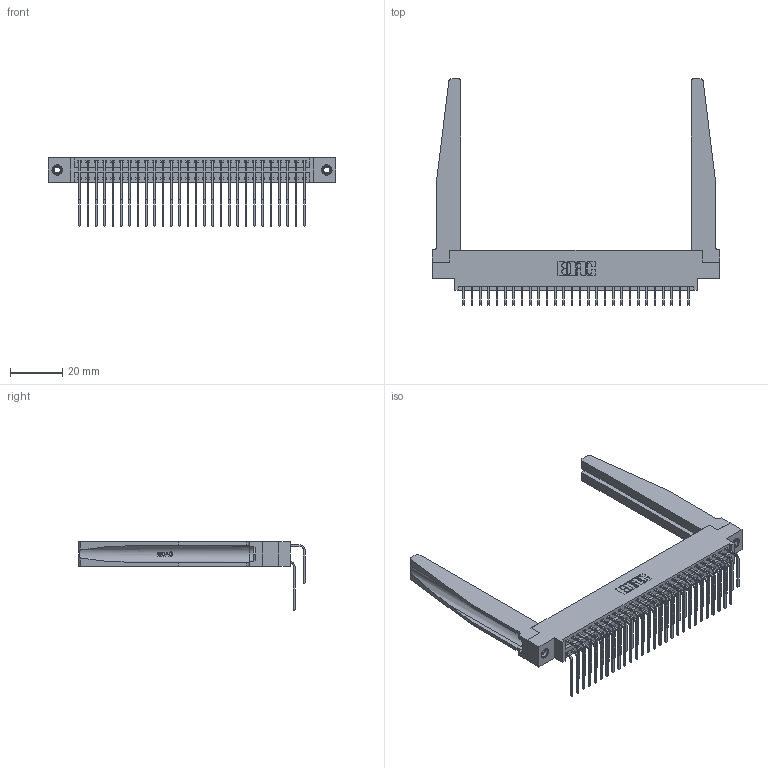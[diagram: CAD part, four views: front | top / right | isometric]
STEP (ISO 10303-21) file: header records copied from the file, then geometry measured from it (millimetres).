
FILE_DESCRIPTION (( 'STEP AP203' ), '1' );
FILE_NAME ('346-056-559-878.STEP', '2022-05-21T07:03:13', ( '' ), ( '' ), 'SwSTEP 2.0', 'SolidWorks 2020', '' );
FILE_SCHEMA (( 'CONFIG_CONTROL_DESIGN' ));
Length unit declared in the file: inch
Products named in the file (6): 346-220-078_345-220-078; 345-292-001_559 Tail - 2; 346-056-559-878; 346 Part_0.170 Offset - 0.156 Dia-TH; 345-250-001_345-250-001-102; 345-292-001_558 559 Tail - 1
Assembly tree (61 placements, depth 2):
  346-056-559-878
    346 Part_0.170 Offset - 0.156 Dia-TH
    345-292-001_558 559 Tail - 1  x28
    345-292-001_559 Tail - 2  x28
    346-220-078_345-220-078  x2
    345-250-001_345-250-001-102  x2
Bounding box: 109.47 x 86.17 x 26.16 mm (x, y, z)
Volume: 17625.5 mm3; surface area: 22812.2 mm2
Topology: 61 solids, 61 shells, 3398 faces, 10001 edges, 6582 vertices
Faces by surface type: plane 2308, cylinder 1038, bspline 36, cone 12, torus 4
Entity records: 27238 total; most frequent: CARTESIAN_POINT 5504, ORIENTED_EDGE 4274, DIRECTION 3859, EDGE_CURVE 2137, VECTOR 1759, LINE 1759, VERTEX_POINT 1416, AXIS2_PLACEMENT_3D 1050
